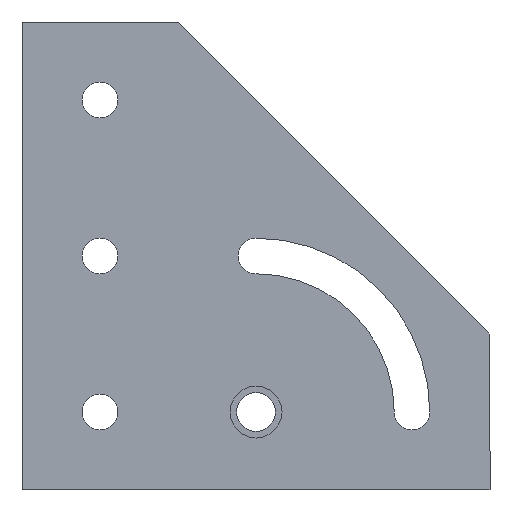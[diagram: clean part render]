
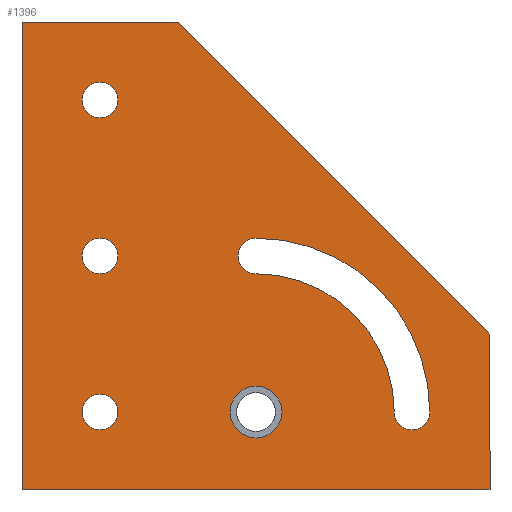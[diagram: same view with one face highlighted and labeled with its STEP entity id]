
A CAD part, left-side view. The second image highlights one B-rep face of the part: STEP entity #1396.
In plain terms, the highlighted free-form (B-spline) face has degree [1, 1] with [2, 2] control points.
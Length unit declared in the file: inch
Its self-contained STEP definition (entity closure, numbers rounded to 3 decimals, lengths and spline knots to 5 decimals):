
#320=CARTESIAN_POINT('',(-0.25,0.,2.829));
#321=VERTEX_POINT('',#320);
#337=CARTESIAN_POINT('',(-0.25,0.,3.171));
#338=VERTEX_POINT('',#337);
#345=CARTESIAN_POINT('',(-0.25,0.,3.0));
#346=DIRECTION('',(-1.0,0.0,0.0));
#347=DIRECTION('',(0.0,0.0,-1.0));
#348=AXIS2_PLACEMENT_3D('',#345,#346,#347);
#349=CIRCLE('',#348,0.171);
#350=EDGE_CURVE('',#338,#321,#349,.T.);
#383=CARTESIAN_POINT('',(-0.25,0.0,1.329));
#384=VERTEX_POINT('',#383);
#400=CARTESIAN_POINT('',(-0.25,0.,1.671));
#401=VERTEX_POINT('',#400);
#408=CARTESIAN_POINT('',(-0.25,0.0,1.5));
#409=DIRECTION('',(-1.0,0.0,0.0));
#410=DIRECTION('',(0.0,0.0,-1.0));
#411=AXIS2_PLACEMENT_3D('',#408,#409,#410);
#412=CIRCLE('',#411,0.171);
#413=EDGE_CURVE('',#401,#384,#412,.T.);
#446=CARTESIAN_POINT('',(-0.25,0.0,-0.171));
#447=VERTEX_POINT('',#446);
#463=CARTESIAN_POINT('',(-0.25,0.,0.171));
#464=VERTEX_POINT('',#463);
#471=CARTESIAN_POINT('',(-0.25,0.0,0.0));
#472=DIRECTION('',(-1.0,0.0,0.0));
#473=DIRECTION('',(0.0,0.0,-1.0));
#474=AXIS2_PLACEMENT_3D('',#471,#472,#473);
#475=CIRCLE('',#474,0.171);
#476=EDGE_CURVE('',#464,#447,#475,.T.);
#509=CARTESIAN_POINT('',(-0.25,-3.0,-0.171));
#510=VERTEX_POINT('',#509);
#526=CARTESIAN_POINT('',(-0.25,-2.829,0.));
#527=VERTEX_POINT('',#526);
#534=CARTESIAN_POINT('',(-0.25,-3.0,0.));
#535=DIRECTION('',(-1.0,0.0,0.0));
#536=DIRECTION('',(0.0,0.0,-1.0));
#537=AXIS2_PLACEMENT_3D('',#534,#535,#536);
#538=CIRCLE('',#537,0.171);
#539=EDGE_CURVE('',#527,#510,#538,.T.);
#572=CARTESIAN_POINT('',(-0.25,-2.68158,1.18158));
#573=VERTEX_POINT('',#572);
#589=CARTESIAN_POINT('',(-0.25,-3.171,0.));
#590=VERTEX_POINT('',#589);
#597=CARTESIAN_POINT('',(-0.25,-1.5,0.));
#598=DIRECTION('',(-1.,0.,0.));
#599=DIRECTION('',(0.,-0.707,0.707));
#600=AXIS2_PLACEMENT_3D('',#597,#598,#599);
#601=CIRCLE('',#600,1.671);
#602=EDGE_CURVE('',#590,#573,#601,.T.);
#635=CARTESIAN_POINT('',(-0.25,-1.329,1.5));
#636=VERTEX_POINT('',#635);
#652=CARTESIAN_POINT('',(-0.25,-1.5,1.671));
#653=VERTEX_POINT('',#652);
#660=CARTESIAN_POINT('',(-0.25,-1.5,1.5));
#661=DIRECTION('',(-1.0,0.0,0.0));
#662=DIRECTION('',(0.0,1.0,0.0));
#663=AXIS2_PLACEMENT_3D('',#660,#661,#662);
#664=CIRCLE('',#663,0.171);
#665=EDGE_CURVE('',#653,#636,#664,.T.);
#698=CARTESIAN_POINT('',(-0.25,-2.43974,0.93974));
#699=VERTEX_POINT('',#698);
#715=CARTESIAN_POINT('',(-0.25,-1.5,1.329));
#716=VERTEX_POINT('',#715);
#723=CARTESIAN_POINT('',(-0.25,-1.5,0.));
#724=DIRECTION('',(1.0,0.,0.));
#725=DIRECTION('',(0.,-0.707,0.707));
#726=AXIS2_PLACEMENT_3D('',#723,#724,#725);
#727=CIRCLE('',#726,1.329);
#728=EDGE_CURVE('',#716,#699,#727,.T.);
#761=CARTESIAN_POINT('',(-0.25,-1.5,-0.25));
#762=VERTEX_POINT('',#761);
#778=CARTESIAN_POINT('',(-0.25,-1.5,0.25));
#779=VERTEX_POINT('',#778);
#786=CARTESIAN_POINT('',(-0.25,-1.5,0.));
#787=DIRECTION('',(-1.0,0.0,0.0));
#788=DIRECTION('',(0.0,0.0,-1.0));
#789=AXIS2_PLACEMENT_3D('',#786,#787,#788);
#790=CIRCLE('',#789,0.25);
#791=EDGE_CURVE('',#779,#762,#790,.T.);
#823=CARTESIAN_POINT('',(-0.25,-1.5,0.));
#824=DIRECTION('',(-1.0,0.0,0.0));
#825=DIRECTION('',(0.0,0.0,-1.0));
#826=AXIS2_PLACEMENT_3D('',#823,#824,#825);
#827=CIRCLE('',#826,0.25);
#828=EDGE_CURVE('',#762,#779,#827,.T.);
#868=CARTESIAN_POINT('',(-0.25,-1.5,0.));
#869=DIRECTION('',(1.0,0.,0.));
#870=DIRECTION('',(0.,-0.707,0.707));
#871=AXIS2_PLACEMENT_3D('',#868,#869,#870);
#872=CIRCLE('',#871,1.329);
#873=EDGE_CURVE('',#699,#527,#872,.T.);
#913=CARTESIAN_POINT('',(-0.25,-1.5,1.5));
#914=DIRECTION('',(-1.0,0.0,0.0));
#915=DIRECTION('',(0.0,1.0,0.0));
#916=AXIS2_PLACEMENT_3D('',#913,#914,#915);
#917=CIRCLE('',#916,0.171);
#918=EDGE_CURVE('',#636,#716,#917,.T.);
#958=CARTESIAN_POINT('',(-0.25,-1.5,0.));
#959=DIRECTION('',(-1.,0.,0.));
#960=DIRECTION('',(0.,-0.707,0.707));
#961=AXIS2_PLACEMENT_3D('',#958,#959,#960);
#962=CIRCLE('',#961,1.671);
#963=EDGE_CURVE('',#573,#653,#962,.T.);
#1003=CARTESIAN_POINT('',(-0.25,-3.0,0.));
#1004=DIRECTION('',(-1.0,0.0,0.0));
#1005=DIRECTION('',(0.0,0.0,-1.0));
#1006=AXIS2_PLACEMENT_3D('',#1003,#1004,#1005);
#1007=CIRCLE('',#1006,0.171);
#1008=EDGE_CURVE('',#510,#590,#1007,.T.);
#1048=CARTESIAN_POINT('',(-0.25,0.0,0.0));
#1049=DIRECTION('',(-1.0,0.0,0.0));
#1050=DIRECTION('',(0.0,0.0,-1.0));
#1051=AXIS2_PLACEMENT_3D('',#1048,#1049,#1050);
#1052=CIRCLE('',#1051,0.171);
#1053=EDGE_CURVE('',#447,#464,#1052,.T.);
#1093=CARTESIAN_POINT('',(-0.25,0.0,1.5));
#1094=DIRECTION('',(-1.0,0.0,0.0));
#1095=DIRECTION('',(0.0,0.0,-1.0));
#1096=AXIS2_PLACEMENT_3D('',#1093,#1094,#1095);
#1097=CIRCLE('',#1096,0.171);
#1098=EDGE_CURVE('',#384,#401,#1097,.T.);
#1138=CARTESIAN_POINT('',(-0.25,0.,3.0));
#1139=DIRECTION('',(-1.0,0.0,0.0));
#1140=DIRECTION('',(0.0,0.0,-1.0));
#1141=AXIS2_PLACEMENT_3D('',#1138,#1139,#1140);
#1142=CIRCLE('',#1141,0.171);
#1143=EDGE_CURVE('',#321,#338,#1142,.T.);
#1161=CARTESIAN_POINT('',(-0.25,-3.75,0.75));
#1162=VERTEX_POINT('',#1161);
#1163=CARTESIAN_POINT('',(-0.25,-0.75,3.75));
#1164=VERTEX_POINT('',#1163);
#1165=CARTESIAN_POINT('',(-0.25,-3.75,0.75));
#1166=DIRECTION('',(0.,0.707,0.707));
#1167=VECTOR('',#1166,4.24264);
#1168=LINE('',#1165,#1167);
#1169=EDGE_CURVE('',#1162,#1164,#1168,.T.);
#1202=CARTESIAN_POINT('',(-0.25,-3.75,-0.75));
#1203=VERTEX_POINT('',#1202);
#1204=CARTESIAN_POINT('',(-0.25,-3.75,0.75));
#1205=DIRECTION('',(0.0,0.0,-1.0));
#1206=VECTOR('',#1205,1.5);
#1207=LINE('',#1204,#1206);
#1208=EDGE_CURVE('',#1162,#1203,#1207,.T.);
#1339=CARTESIAN_POINT('',(-0.25,-3.75,-0.75));
#1340=CARTESIAN_POINT('',(-0.25,-3.75,3.75));
#1341=CARTESIAN_POINT('',(-0.25,0.75,-0.75));
#1342=CARTESIAN_POINT('',(-0.25,0.75,3.75));
#1343=B_SPLINE_SURFACE_WITH_KNOTS('',1,1,((#1339,#1341),(#1340,#1342)),.UNSPECIFIED.,.F.,.F.,.U.,(2,2),(2,2),(0.0,4.5),(0.0,4.5),.UNSPECIFIED.);
#1344=ORIENTED_EDGE('',*,*,#1169,.T.);
#1345=CARTESIAN_POINT('',(-0.25,0.75,3.75));
#1346=VERTEX_POINT('',#1345);
#1347=CARTESIAN_POINT('',(-0.25,0.75,3.75));
#1348=DIRECTION('',(0.0,-1.0,0.0));
#1349=VECTOR('',#1348,1.5);
#1350=LINE('',#1347,#1349);
#1351=EDGE_CURVE('',#1346,#1164,#1350,.T.);
#1352=ORIENTED_EDGE('',*,*,#1351,.F.);
#1353=CARTESIAN_POINT('',(-0.25,0.75,-0.75));
#1354=VERTEX_POINT('',#1353);
#1355=CARTESIAN_POINT('',(-0.25,0.75,3.75));
#1356=DIRECTION('',(0.0,0.0,-1.0));
#1357=VECTOR('',#1356,4.5);
#1358=LINE('',#1355,#1357);
#1359=EDGE_CURVE('',#1346,#1354,#1358,.T.);
#1360=ORIENTED_EDGE('',*,*,#1359,.T.);
#1361=CARTESIAN_POINT('',(-0.25,-3.75,-0.75));
#1362=DIRECTION('',(0.0,1.0,0.0));
#1363=VECTOR('',#1362,4.5);
#1364=LINE('',#1361,#1363);
#1365=EDGE_CURVE('',#1203,#1354,#1364,.T.);
#1366=ORIENTED_EDGE('',*,*,#1365,.F.);
#1367=ORIENTED_EDGE('',*,*,#1208,.F.);
#1368=EDGE_LOOP('',(#1344,#1352,#1360,#1366,#1367));
#1369=FACE_OUTER_BOUND('',#1368,.T.);
#1370=ORIENTED_EDGE('',*,*,#828,.F.);
#1371=ORIENTED_EDGE('',*,*,#791,.F.);
#1372=EDGE_LOOP('',(#1370,#1371));
#1373=FACE_BOUND('',#1372,.T.);
#1374=ORIENTED_EDGE('',*,*,#728,.F.);
#1375=ORIENTED_EDGE('',*,*,#918,.F.);
#1376=ORIENTED_EDGE('',*,*,#665,.F.);
#1377=ORIENTED_EDGE('',*,*,#963,.F.);
#1378=ORIENTED_EDGE('',*,*,#602,.F.);
#1379=ORIENTED_EDGE('',*,*,#1008,.F.);
#1380=ORIENTED_EDGE('',*,*,#539,.F.);
#1381=ORIENTED_EDGE('',*,*,#873,.F.);
#1382=EDGE_LOOP('',(#1374,#1375,#1376,#1377,#1378,#1379,#1380,#1381));
#1383=FACE_BOUND('',#1382,.T.);
#1384=ORIENTED_EDGE('',*,*,#1053,.F.);
#1385=ORIENTED_EDGE('',*,*,#476,.F.);
#1386=EDGE_LOOP('',(#1384,#1385));
#1387=FACE_BOUND('',#1386,.T.);
#1388=ORIENTED_EDGE('',*,*,#1098,.F.);
#1389=ORIENTED_EDGE('',*,*,#413,.F.);
#1390=EDGE_LOOP('',(#1388,#1389));
#1391=FACE_BOUND('',#1390,.T.);
#1392=ORIENTED_EDGE('',*,*,#1143,.F.);
#1393=ORIENTED_EDGE('',*,*,#350,.F.);
#1394=EDGE_LOOP('',(#1392,#1393));
#1395=FACE_BOUND('',#1394,.T.);
#1396=ADVANCED_FACE('',(#1369,#1373,#1383,#1387,#1391,#1395),#1343,.T.);
